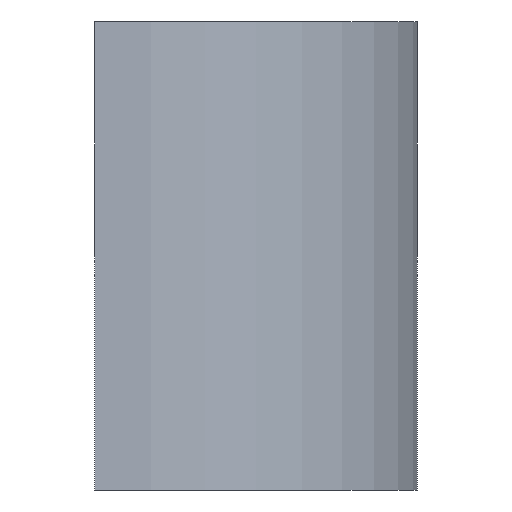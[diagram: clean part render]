
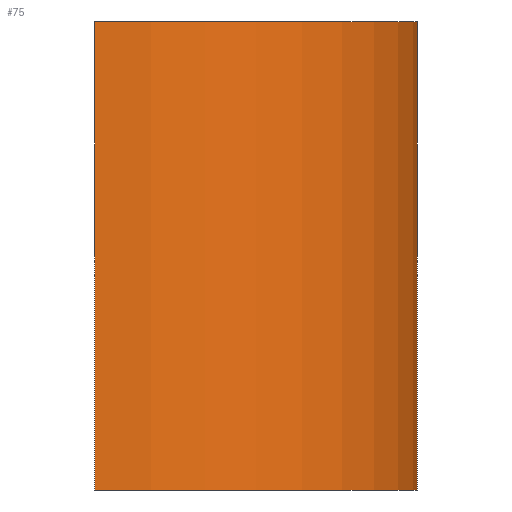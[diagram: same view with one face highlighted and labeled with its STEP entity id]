
A CAD part, front view. The second image highlights one B-rep face of the part: STEP entity #75.
In plain terms, the highlighted cylindrical face has radius 10.35 mm (diameter 20.7 mm), a partial arc.
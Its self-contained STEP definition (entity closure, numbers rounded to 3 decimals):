
#1 = FACE_OUTER_BOUND ( 'NONE', #304, .T. ) ;
#11 = DIRECTION ( 'NONE',  ( 0., 0., 1. ) ) ;
#14 = ORIENTED_EDGE ( 'NONE', *, *, #245, .F. ) ;
#20 = EDGE_CURVE ( 'NONE', #283, #204, #285, .T. ) ;
#30 = CARTESIAN_POINT ( 'NONE',  ( 0., 0., 15. ) ) ;
#33 = CARTESIAN_POINT ( 'NONE',  ( 0., 10.35, 15. ) ) ;
#45 = VERTEX_POINT ( 'NONE', #128 ) ;
#50 = LINE ( 'NONE', #102, #79 ) ;
#57 = CARTESIAN_POINT ( 'NONE',  ( 0., -10.35, 15. ) ) ;
#68 = ORIENTED_EDGE ( 'NONE', *, *, #20, .T. ) ;
#70 = EDGE_CURVE ( 'NONE', #227, #45, #50, .T. ) ;
#75 = ADVANCED_FACE ( 'NONE', ( #1 ), #210, .T. ) ;
#79 = VECTOR ( 'NONE', #182, 1000. ) ;
#102 = CARTESIAN_POINT ( 'NONE',  ( 0., 10.35, 15. ) ) ;
#103 = CARTESIAN_POINT ( 'NONE',  ( 0., -10.35, 0. ) ) ;
#106 = CIRCLE ( 'NONE', #224, 10.35 ) ;
#117 = ORIENTED_EDGE ( 'NONE', *, *, #70, .F. ) ;
#118 = DIRECTION ( 'NONE',  ( 1., 0., 0. ) ) ;
#128 = CARTESIAN_POINT ( 'NONE',  ( 0., 10.35, 0. ) ) ;
#132 = DIRECTION ( 'NONE',  ( 0., 0., -1. ) ) ;
#150 = ORIENTED_EDGE ( 'NONE', *, *, #183, .T. ) ;
#153 = DIRECTION ( 'NONE',  ( 0., 0., -1. ) ) ;
#167 = AXIS2_PLACEMENT_3D ( 'NONE', #30, #132, #289 ) ;
#182 = DIRECTION ( 'NONE',  ( 0., 0., -1. ) ) ;
#183 = EDGE_CURVE ( 'NONE', #204, #45, #106, .T. ) ;
#185 = VECTOR ( 'NONE', #153, 1000. ) ;
#204 = VERTEX_POINT ( 'NONE', #103 ) ;
#208 = CIRCLE ( 'NONE', #257, 10.35 ) ;
#210 = CYLINDRICAL_SURFACE ( 'NONE', #167, 10.35 ) ;
#212 = DIRECTION ( 'NONE',  ( 1., 0., 0. ) ) ;
#214 = DIRECTION ( 'NONE',  ( 0., 0., 1. ) ) ;
#224 = AXIS2_PLACEMENT_3D ( 'NONE', #324, #11, #118 ) ;
#227 = VERTEX_POINT ( 'NONE', #33 ) ;
#240 = CARTESIAN_POINT ( 'NONE',  ( 0., 0., 15. ) ) ;
#245 = EDGE_CURVE ( 'NONE', #283, #227, #208, .T. ) ;
#257 = AXIS2_PLACEMENT_3D ( 'NONE', #240, #214, #212 ) ;
#283 = VERTEX_POINT ( 'NONE', #57 ) ;
#285 = LINE ( 'NONE', #332, #185 ) ;
#289 = DIRECTION ( 'NONE',  ( -1., 0., 0. ) ) ;
#304 = EDGE_LOOP ( 'NONE', ( #150, #117, #14, #68 ) ) ;
#324 = CARTESIAN_POINT ( 'NONE',  ( 0., 0., 0. ) ) ;
#332 = CARTESIAN_POINT ( 'NONE',  ( 0., -10.35, 15. ) ) ;
